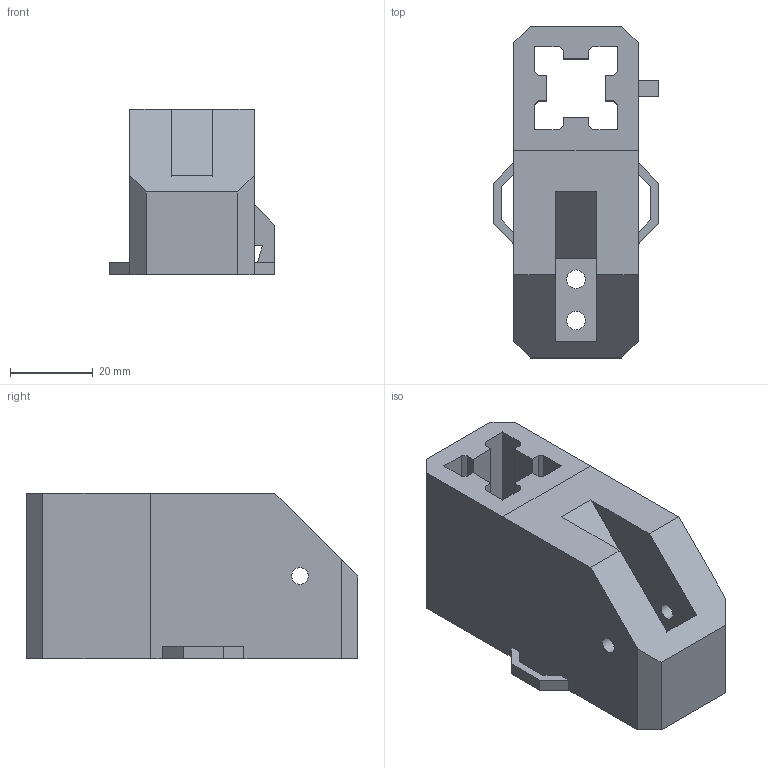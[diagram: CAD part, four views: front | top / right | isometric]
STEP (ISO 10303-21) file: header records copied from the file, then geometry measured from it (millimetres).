
FILE_DESCRIPTION(('FreeCAD Model'),'2;1');
FILE_NAME('Open CASCADE Shape Model','2024-06-12T13:36:58',(''),(''), 'Open CASCADE STEP processor 7.6','FreeCAD','Unknown');
FILE_SCHEMA(('AUTOMOTIVE_DESIGN { 1 0 10303 214 1 1 1 1 }'));
Length unit declared in the file: millimetre
Products named in the file (1): x_axis
Bounding box: 40 x 80.05 x 40 mm (x, y, z)
Volume: 69096.6 mm3; surface area: 18491.9 mm2
Topology: 1 solids, 1 shells, 78 faces, 227 edges, 148 vertices
Faces by surface type: plane 74, cylinder 4
Full cylindrical faces by diameter (mm): 4 x2, 4.5 x2
Entity records: 2569 total; most frequent: CARTESIAN_POINT 454, ORIENTED_EDGE 454, DIRECTION 393, EDGE_CURVE 227, LINE 219, VECTOR 219, VERTEX_POINT 148, FACE_BOUND 89
